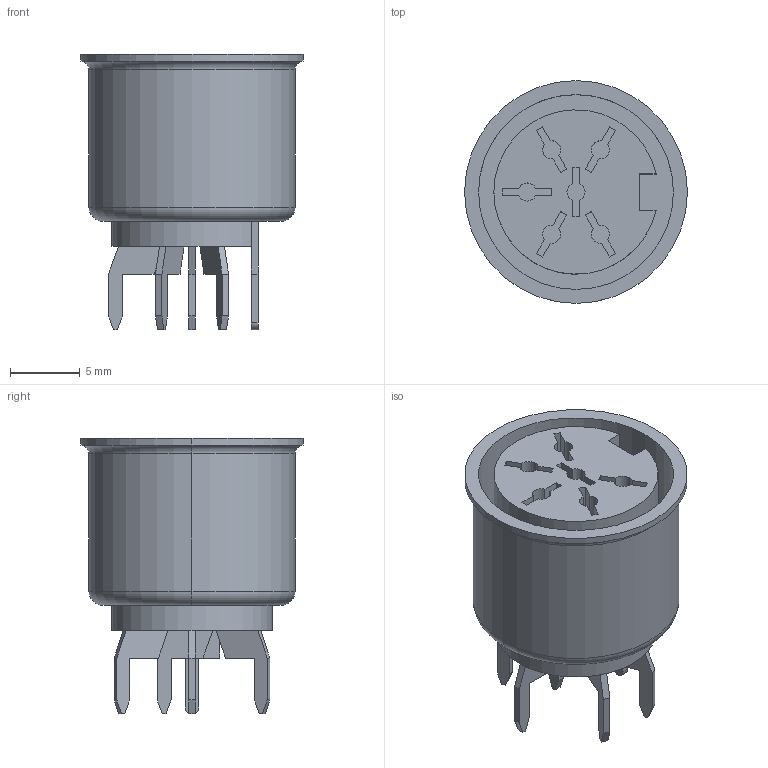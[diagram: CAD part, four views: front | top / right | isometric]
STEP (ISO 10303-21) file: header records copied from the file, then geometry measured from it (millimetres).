
FILE_DESCRIPTION (( 'STEP AP203' ), '1' );
FILE_NAME ('CUI_DEVICES_SD-60BV.step', '2019-10-20T23:57:00', ( '' ), ( '' ), 'SwSTEP 2.0', 'SolidWorks 2019', '' );
FILE_SCHEMA (( 'CONFIG_CONTROL_DESIGN' ));
Length unit declared in the file: inch
Products named in the file (1): CUI_DEVICES_SD-60BV
Bounding box: 16 x 16 x 19.8 mm (x, y, z)
Volume: 1954.2 mm3; surface area: 1838.2 mm2
Topology: 1 solids, 1 shells, 150 faces, 393 edges, 260 vertices
Faces by surface type: plane 120, cylinder 26, torus 4
Entity records: 4646 total; most frequent: CARTESIAN_POINT 804, ORIENTED_EDGE 786, DIRECTION 753, EDGE_CURVE 393, LINE 335, VECTOR 335, VERTEX_POINT 260, AXIS2_PLACEMENT_3D 209
